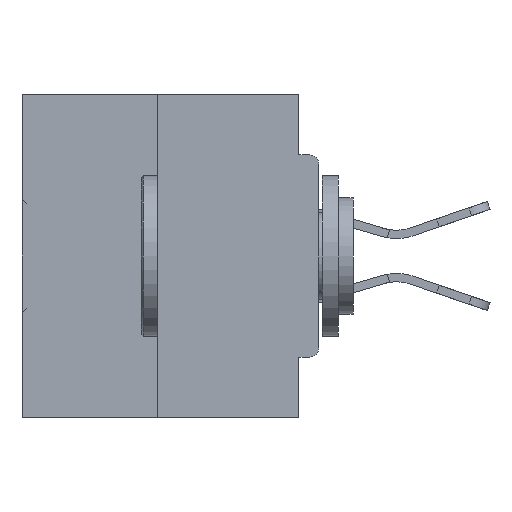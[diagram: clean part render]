
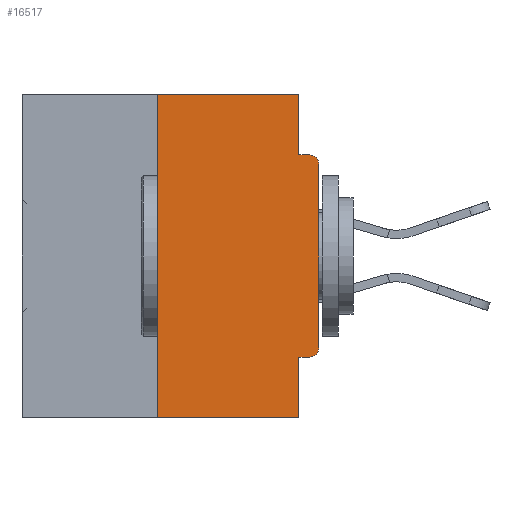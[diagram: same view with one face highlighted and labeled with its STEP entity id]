
A CAD part, left-side view. The second image highlights one B-rep face of the part: STEP entity #16517.
In plain terms, the highlighted planar face has unit normal (-1, 0, 0).
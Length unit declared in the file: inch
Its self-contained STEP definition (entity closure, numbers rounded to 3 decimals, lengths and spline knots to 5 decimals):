
#72 = ORIENTED_EDGE ( 'NONE', *, *, #12313, .F. ) ;
#1331 = DIRECTION ( 'NONE',  ( 0., 0., -1. ) ) ;
#1875 = CARTESIAN_POINT ( 'NONE',  ( 0., 0., -0.3915 ) ) ;
#2502 = VERTEX_POINT ( 'NONE', #1875 ) ;
#3084 = ORIENTED_EDGE ( 'NONE', *, *, #26935, .F. ) ;
#3769 = VERTEX_POINT ( 'NONE', #23980 ) ;
#4060 = CARTESIAN_POINT ( 'NONE',  ( 0., 0., 0. ) ) ;
#4573 = VERTEX_POINT ( 'NONE', #44692 ) ;
#4645 = VERTEX_POINT ( 'NONE', #12486 ) ;
#4699 = CARTESIAN_POINT ( 'NONE',  ( 0., 0.031, 0. ) ) ;
#4980 = DIRECTION ( 'NONE',  ( 0., -1., 0. ) ) ;
#5108 = EDGE_CURVE ( 'NONE', #42836, #41924, #34816, .T. ) ;
#6250 = VECTOR ( 'NONE', #21920, 39.37008 ) ;
#6605 = CARTESIAN_POINT ( 'NONE',  ( 0., 0.015, -0.1085 ) ) ;
#6966 = CARTESIAN_POINT ( 'NONE',  ( 0., 0.015, -0.0935 ) ) ;
#7094 = CARTESIAN_POINT ( 'NONE',  ( 0., 0., -0.4065 ) ) ;
#7245 = VECTOR ( 'NONE', #40515, 39.37008 ) ;
#7796 = LINE ( 'NONE', #4060, #7245 ) ;
#8787 = PLANE ( 'NONE',  #44935 ) ;
#8929 = VECTOR ( 'NONE', #33502, 39.37008 ) ;
#9059 = LINE ( 'NONE', #7094, #6250 ) ;
#10021 = DIRECTION ( 'NONE',  ( 0., 0., -1. ) ) ;
#10827 = CARTESIAN_POINT ( 'NONE',  ( 0., 0.25, 0. ) ) ;
#10955 = FACE_OUTER_BOUND ( 'NONE', #31093, .T. ) ;
#12118 = EDGE_CURVE ( 'NONE', #4645, #42438, #42746, .T. ) ;
#12313 = EDGE_CURVE ( 'NONE', #19773, #4573, #9059, .T. ) ;
#12486 = CARTESIAN_POINT ( 'NONE',  ( 0., 0., -0.1085 ) ) ;
#12756 = CARTESIAN_POINT ( 'NONE',  ( 0., 0.46, 0. ) ) ;
#13104 = EDGE_CURVE ( 'NONE', #41924, #31480, #28989, .T. ) ;
#13789 = ORIENTED_EDGE ( 'NONE', *, *, #22071, .T. ) ;
#13800 = EDGE_CURVE ( 'NONE', #4573, #3769, #41425, .T. ) ;
#14391 = EDGE_CURVE ( 'NONE', #42836, #3769, #25424, .T. ) ;
#14488 = CARTESIAN_POINT ( 'NONE',  ( 0., 0.031, 0. ) ) ;
#14502 = CARTESIAN_POINT ( 'NONE',  ( 0., 0.015, -0.4065 ) ) ;
#14619 = AXIS2_PLACEMENT_3D ( 'NONE', #6605, #24335, #35605 ) ;
#16517 = ADVANCED_FACE ( 'NONE', ( #10955 ), #8787, .F. ) ;
#16647 = DIRECTION ( 'NONE',  ( 1., 0., 0. ) ) ;
#18357 = CARTESIAN_POINT ( 'NONE',  ( 0., 0.46, -0.5 ) ) ;
#18893 = VECTOR ( 'NONE', #26987, 39.37008 ) ;
#19449 = ORIENTED_EDGE ( 'NONE', *, *, #13104, .F. ) ;
#19773 = VERTEX_POINT ( 'NONE', #14502 ) ;
#20090 = LINE ( 'NONE', #26803, #27491 ) ;
#20437 = DIRECTION ( 'NONE',  ( 0., 0., -1. ) ) ;
#20893 = DIRECTION ( 'NONE',  ( -1., 0., 0. ) ) ;
#21920 = DIRECTION ( 'NONE',  ( 0., 1., 0. ) ) ;
#22071 = EDGE_CURVE ( 'NONE', #19773, #2502, #26739, .T. ) ;
#22316 = DIRECTION ( 'NONE',  ( 0., -1., 0. ) ) ;
#23980 = CARTESIAN_POINT ( 'NONE',  ( 0., 0.031, -0.5 ) ) ;
#24335 = DIRECTION ( 'NONE',  ( -1., 0., 0. ) ) ;
#25424 = LINE ( 'NONE', #18357, #46485 ) ;
#26645 = VECTOR ( 'NONE', #1331, 39.37008 ) ;
#26702 = ORIENTED_EDGE ( 'NONE', *, *, #41769, .F. ) ;
#26739 = CIRCLE ( 'NONE', #35925, 0.015 ) ;
#26781 = EDGE_CURVE ( 'NONE', #2502, #4645, #7796, .T. ) ;
#26803 = CARTESIAN_POINT ( 'NONE',  ( 0., 0., -0.0935 ) ) ;
#26935 = EDGE_CURVE ( 'NONE', #31480, #44085, #39119, .T. ) ;
#26987 = DIRECTION ( 'NONE',  ( 0., 0., 1. ) ) ;
#27089 = ORIENTED_EDGE ( 'NONE', *, *, #5108, .F. ) ;
#27200 = ORIENTED_EDGE ( 'NONE', *, *, #13800, .F. ) ;
#27491 = VECTOR ( 'NONE', #4980, 39.37008 ) ;
#28989 = LINE ( 'NONE', #33559, #47162 ) ;
#30643 = CARTESIAN_POINT ( 'NONE',  ( 0., 0.25, 0. ) ) ;
#31093 = EDGE_LOOP ( 'NONE', ( #19449, #27089, #34730, #27200, #72, #13789, #35358, #36798, #26702, #3084 ) ) ;
#31144 = CARTESIAN_POINT ( 'NONE',  ( 0., 0.25, -0.5 ) ) ;
#31480 = VERTEX_POINT ( 'NONE', #14488 ) ;
#33502 = DIRECTION ( 'NONE',  ( 0., 0., -1. ) ) ;
#33559 = CARTESIAN_POINT ( 'NONE',  ( 0., 0.46, 0. ) ) ;
#33963 = CARTESIAN_POINT ( 'NONE',  ( 0., 0.031, -0.5 ) ) ;
#34730 = ORIENTED_EDGE ( 'NONE', *, *, #14391, .T. ) ;
#34816 = LINE ( 'NONE', #30643, #18893 ) ;
#35358 = ORIENTED_EDGE ( 'NONE', *, *, #26781, .T. ) ;
#35605 = DIRECTION ( 'NONE',  ( 0., 0., -1. ) ) ;
#35925 = AXIS2_PLACEMENT_3D ( 'NONE', #35998, #20893, #10021 ) ;
#35998 = CARTESIAN_POINT ( 'NONE',  ( 0., 0.015, -0.3915 ) ) ;
#36798 = ORIENTED_EDGE ( 'NONE', *, *, #12118, .T. ) ;
#39119 = LINE ( 'NONE', #4699, #26645 ) ;
#40515 = DIRECTION ( 'NONE',  ( 0., 0., 1. ) ) ;
#41425 = LINE ( 'NONE', #33963, #8929 ) ;
#41769 = EDGE_CURVE ( 'NONE', #44085, #42438, #20090, .T. ) ;
#41924 = VERTEX_POINT ( 'NONE', #10827 ) ;
#42438 = VERTEX_POINT ( 'NONE', #6966 ) ;
#42746 = CIRCLE ( 'NONE', #14619, 0.015 ) ;
#42836 = VERTEX_POINT ( 'NONE', #31144 ) ;
#42872 = CARTESIAN_POINT ( 'NONE',  ( 0., 0.031, -0.0935 ) ) ;
#44066 = DIRECTION ( 'NONE',  ( 0., -1., 0. ) ) ;
#44085 = VERTEX_POINT ( 'NONE', #42872 ) ;
#44692 = CARTESIAN_POINT ( 'NONE',  ( 0., 0.031, -0.4065 ) ) ;
#44935 = AXIS2_PLACEMENT_3D ( 'NONE', #12756, #16647, #20437 ) ;
#46485 = VECTOR ( 'NONE', #22316, 39.37008 ) ;
#47162 = VECTOR ( 'NONE', #44066, 39.37008 ) ;
